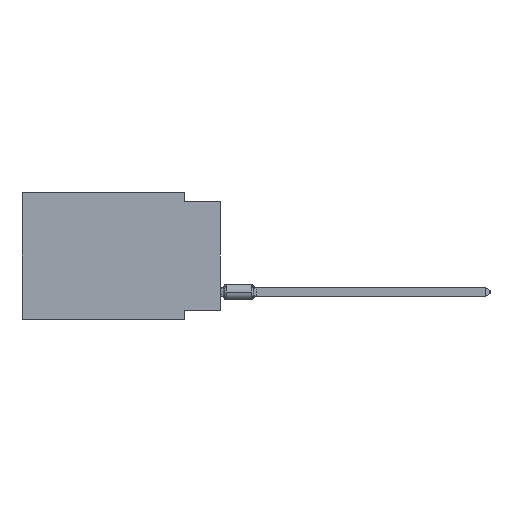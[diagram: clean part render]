
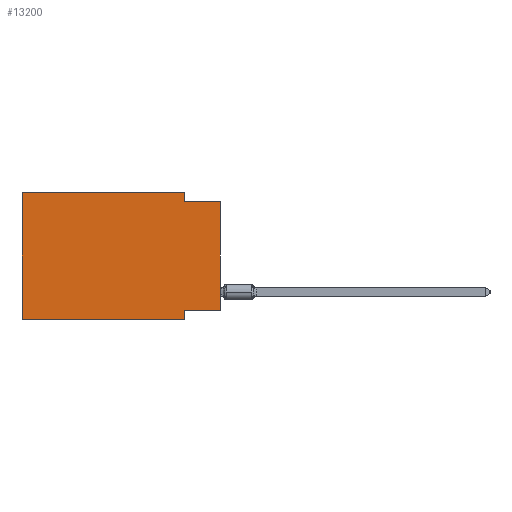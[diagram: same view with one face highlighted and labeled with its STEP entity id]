
A CAD part, left-side view. The second image highlights one B-rep face of the part: STEP entity #13200.
In plain terms, the highlighted planar face has unit normal (-1, 0, 0).
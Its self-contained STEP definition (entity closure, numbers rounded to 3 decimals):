
#452 = CARTESIAN_POINT ( 'NONE',  ( 0., 13.97, -8.89 ) ) ;
#794 = ORIENTED_EDGE ( 'NONE', *, *, #20193, .F. ) ;
#1054 = EDGE_CURVE ( 'NONE', #33564, #38832, #12774, .T. ) ;
#1133 = LINE ( 'NONE', #21749, #24209 ) ;
#2173 = DIRECTION ( 'NONE',  ( 0., 0., -1. ) ) ;
#3136 = DIRECTION ( 'NONE',  ( 0., -1., 0. ) ) ;
#3366 = EDGE_CURVE ( 'NONE', #41787, #37609, #12896, .T. ) ;
#4796 = EDGE_CURVE ( 'NONE', #34111, #37609, #1133, .T. ) ;
#4938 = EDGE_CURVE ( 'NONE', #29311, #38832, #20145, .T. ) ;
#6554 = EDGE_CURVE ( 'NONE', #38192, #33564, #29309, .T. ) ;
#7074 = VECTOR ( 'NONE', #15793, 1000. ) ;
#7950 = VECTOR ( 'NONE', #3136, 1000. ) ;
#9135 = ORIENTED_EDGE ( 'NONE', *, *, #28205, .F. ) ;
#9338 = VECTOR ( 'NONE', #2173, 1000. ) ;
#9949 = CARTESIAN_POINT ( 'NONE',  ( 0., 0., -8.255 ) ) ;
#11436 = DIRECTION ( 'NONE',  ( 0., 0., -1. ) ) ;
#11576 = CARTESIAN_POINT ( 'NONE',  ( 0., 13.97, 0. ) ) ;
#12216 = LINE ( 'NONE', #11576, #21731 ) ;
#12224 = CARTESIAN_POINT ( 'NONE',  ( 0., 0., -8.255 ) ) ;
#12705 = VECTOR ( 'NONE', #40001, 1000. ) ;
#12774 = LINE ( 'NONE', #36782, #42705 ) ;
#12896 = LINE ( 'NONE', #40480, #7074 ) ;
#13200 = ADVANCED_FACE ( 'NONE', ( #35682 ), #31882, .F. ) ;
#13495 = CARTESIAN_POINT ( 'NONE',  ( 0., 13.97, 0. ) ) ;
#13896 = LINE ( 'NONE', #27560, #7950 ) ;
#14187 = VECTOR ( 'NONE', #23301, 1000. ) ;
#15793 = DIRECTION ( 'NONE',  ( 0., -1., 0. ) ) ;
#16089 = CARTESIAN_POINT ( 'NONE',  ( 0., 0., -0.635 ) ) ;
#16169 = EDGE_CURVE ( 'NONE', #29311, #34111, #33701, .T. ) ;
#17612 = AXIS2_PLACEMENT_3D ( 'NONE', #36135, #25360, #35238 ) ;
#17657 = ORIENTED_EDGE ( 'NONE', *, *, #4796, .F. ) ;
#19830 = CARTESIAN_POINT ( 'NONE',  ( 0., 2.54, -8.89 ) ) ;
#19918 = CARTESIAN_POINT ( 'NONE',  ( 0., 0., 0. ) ) ;
#20145 = LINE ( 'NONE', #19918, #14187 ) ;
#20193 = EDGE_CURVE ( 'NONE', #35938, #38192, #13896, .T. ) ;
#21731 = VECTOR ( 'NONE', #29045, 1000. ) ;
#21749 = CARTESIAN_POINT ( 'NONE',  ( 0., 2.54, -8.89 ) ) ;
#23301 = DIRECTION ( 'NONE',  ( 0., 0., 1. ) ) ;
#23352 = ORIENTED_EDGE ( 'NONE', *, *, #3366, .T. ) ;
#23373 = CARTESIAN_POINT ( 'NONE',  ( 0., 2.54, -0.635 ) ) ;
#23525 = DIRECTION ( 'NONE',  ( 0., -1., 0. ) ) ;
#24002 = EDGE_LOOP ( 'NONE', ( #41621, #41580, #29618, #794, #9135, #23352, #17657, #37326 ) ) ;
#24209 = VECTOR ( 'NONE', #11436, 1000. ) ;
#25360 = DIRECTION ( 'NONE',  ( 1., 0., 0. ) ) ;
#27560 = CARTESIAN_POINT ( 'NONE',  ( 0., 13.97, 0. ) ) ;
#28205 = EDGE_CURVE ( 'NONE', #41787, #35938, #12216, .T. ) ;
#29045 = DIRECTION ( 'NONE',  ( 0., 0., 1. ) ) ;
#29309 = LINE ( 'NONE', #43011, #9338 ) ;
#29311 = VERTEX_POINT ( 'NONE', #12224 ) ;
#29618 = ORIENTED_EDGE ( 'NONE', *, *, #6554, .F. ) ;
#30761 = CARTESIAN_POINT ( 'NONE',  ( 0., 2.54, 0. ) ) ;
#31882 = PLANE ( 'NONE',  #17612 ) ;
#33564 = VERTEX_POINT ( 'NONE', #23373 ) ;
#33701 = LINE ( 'NONE', #9949, #12705 ) ;
#34111 = VERTEX_POINT ( 'NONE', #37293 ) ;
#35238 = DIRECTION ( 'NONE',  ( 0., 0., -1. ) ) ;
#35682 = FACE_OUTER_BOUND ( 'NONE', #24002, .T. ) ;
#35938 = VERTEX_POINT ( 'NONE', #13495 ) ;
#36135 = CARTESIAN_POINT ( 'NONE',  ( 0., 13.97, 0. ) ) ;
#36782 = CARTESIAN_POINT ( 'NONE',  ( 0., 0., -0.635 ) ) ;
#37293 = CARTESIAN_POINT ( 'NONE',  ( 0., 2.54, -8.255 ) ) ;
#37326 = ORIENTED_EDGE ( 'NONE', *, *, #16169, .F. ) ;
#37609 = VERTEX_POINT ( 'NONE', #19830 ) ;
#38192 = VERTEX_POINT ( 'NONE', #30761 ) ;
#38832 = VERTEX_POINT ( 'NONE', #16089 ) ;
#40001 = DIRECTION ( 'NONE',  ( 0., 1., 0. ) ) ;
#40480 = CARTESIAN_POINT ( 'NONE',  ( 0., 13.97, -8.89 ) ) ;
#41580 = ORIENTED_EDGE ( 'NONE', *, *, #1054, .F. ) ;
#41621 = ORIENTED_EDGE ( 'NONE', *, *, #4938, .T. ) ;
#41787 = VERTEX_POINT ( 'NONE', #452 ) ;
#42705 = VECTOR ( 'NONE', #23525, 1000. ) ;
#43011 = CARTESIAN_POINT ( 'NONE',  ( 0., 2.54, 0. ) ) ;
